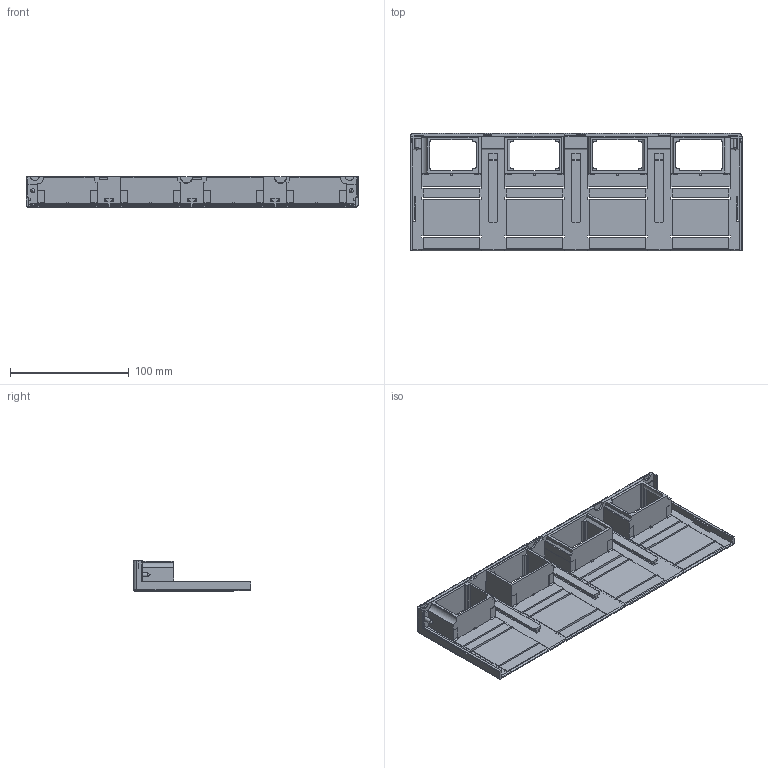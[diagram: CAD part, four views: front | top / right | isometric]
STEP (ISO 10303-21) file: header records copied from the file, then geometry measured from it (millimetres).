
FILE_DESCRIPTION((''),'2;1');
FILE_NAME('1SDH002065A1434_IGES','2019-07-03T',('ITSTCAR1'),(''),'CREO PARAMETRIC BY PTC INC, 2016050','CREO PARAMETRIC BY PTC INC, 2016050','');
FILE_SCHEMA(('AUTOMOTIVE_DESIGN { 1 0 10303 214 1 1 1 1 }'));
Length unit declared in the file: millimetre
Products named in the file (1): 1SDH002065A1434_IGES
Bounding box: 280 x 99 x 25.5 mm (x, y, z)
Volume: 118359.6 mm3; surface area: 110169.7 mm2
Topology: 1 solids, 1 shells, 1371 faces, 4246 edges, 2837 vertices
Faces by surface type: plane 1249, cylinder 106, cone 6, revolution 4, sphere 4, torus 2
Entity records: 57471 total; most frequent: CARTESIAN_POINT 8759, ORIENTED_EDGE 8476, DIRECTION 7545, EDGE_CURVE 4238, VECTOR 3621, LINE 3621, VERTEX_POINT 2837, AXIS2_PLACEMENT_3D 1960
